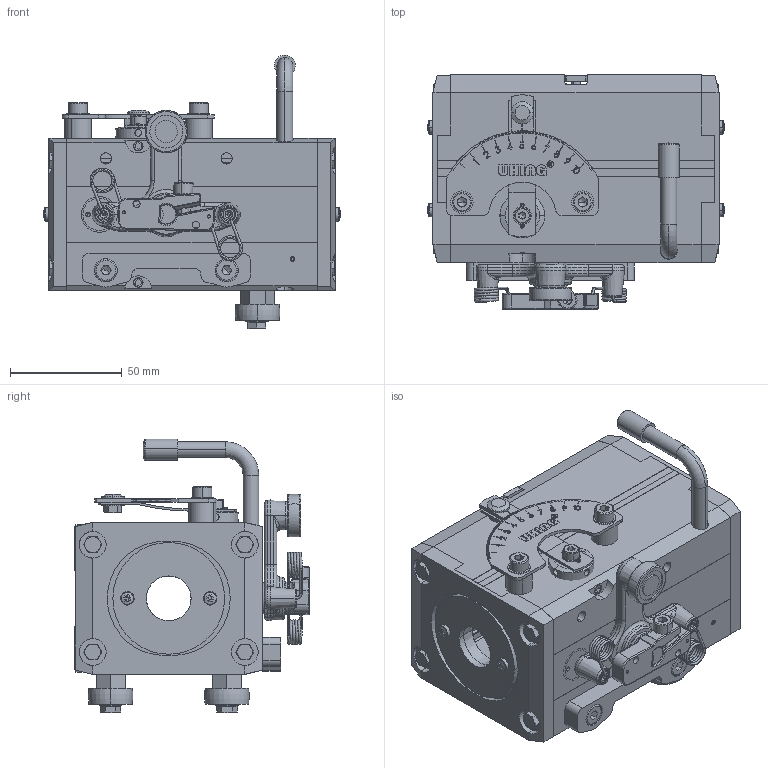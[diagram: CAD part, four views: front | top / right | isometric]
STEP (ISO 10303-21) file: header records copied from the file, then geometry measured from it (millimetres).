
FILE_DESCRIPTION (( 'STEP AP214' ), '1' );
FILE_NAME ('RG4-20-2MCRF Drehrichtung rechts.STEP', '2019-10-17T12:32:37', ( '' ), ( '' ), 'SwSTEP 2.0', 'SolidWorks 2019', '' );
FILE_SCHEMA (( 'AUTOMOTIVE_DESIGN' ));
Length unit declared in the file: millimetre
Products named in the file (1): RG4-20-2MCRF Drehrichtung rechts
Bounding box: 132.74 x 104.8 x 122.39 mm (x, y, z)
Volume: 336088.2 mm3; surface area: 187437 mm2
Topology: 83 solids, 83 shells, 3687 faces, 9639 edges, 6174 vertices
Faces by surface type: plane 1833, cylinder 1119, cone 326, bspline 181, torus 164, sphere 64
Entity records: 167741 total; most frequent: CARTESIAN_POINT 36537, ORIENTED_EDGE 19014, DIRECTION 18329, EDGE_CURVE 9507, AXIS2_PLACEMENT_3D 6576, VERTEX_POINT 6128, LINE 5177, VECTOR 5177
